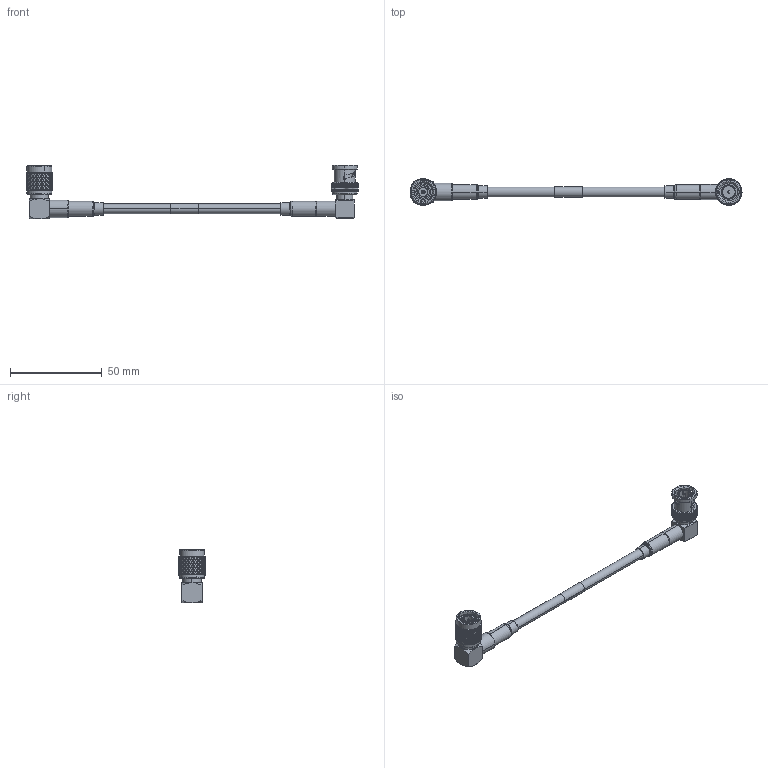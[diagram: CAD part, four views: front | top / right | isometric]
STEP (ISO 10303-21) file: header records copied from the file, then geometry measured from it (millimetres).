
FILE_DESCRIPTION (( 'STEP AP203' ), '1' );
FILE_NAME ('FMCA2698.STEP', '2022-03-09T17:05:42', ( '' ), ( '' ), 'SwSTEP 2.0', 'SolidWorks 2021', '' );
FILE_SCHEMA (( 'CONFIG_CONTROL_DESIGN' ));
Length unit declared in the file: millimetre
Products named in the file (5): CA-240-MA1_.75" Long; RG223_with label; FMCA2698; SC4264_Crimped; FMCN1372
Assembly tree (5 placements, depth 2):
  FMCA2698
    RG223_with label
    FMCN1372
    SC4264_Crimped
    CA-240-MA1_.75" Long  x2
Bounding box: 181.26 x 14.5 x 29.38 mm (x, y, z)
Volume: 10810.1 mm3; surface area: 11424.9 mm2
Topology: 7 solids, 7 shells, 3132 faces, 6933 edges, 3837 vertices
Faces by surface type: bspline 2019, cylinder 763, plane 261, cone 66, torus 23
Entity records: 118774 total; most frequent: CARTESIAN_POINT 72438, ORIENTED_EDGE 13778, EDGE_CURVE 6889, DIRECTION 4281, VERTEX_POINT 3813, EDGE_LOOP 3142, FACE_OUTER_BOUND 3110, ADVANCED_FACE 3110
